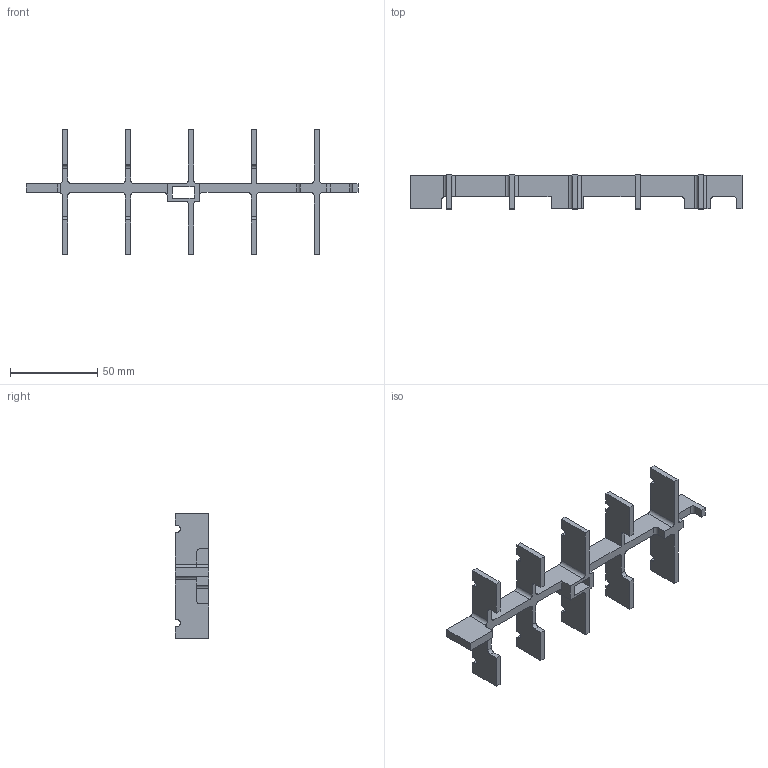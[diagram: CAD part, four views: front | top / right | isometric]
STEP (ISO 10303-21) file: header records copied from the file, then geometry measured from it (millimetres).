
FILE_DESCRIPTION(/* description */ ('Uzupełnij opis PL (Uzupełnij opis EN)'),/* implementation_level */ '2;1');
FILE_NAME(/* name */ 'boneIO-button-distance-relay-32x5A v0.2.stp',/* time_stamp */ '2021-12-03T23:18:57+01:00',/* author */ ('Mariusz_PC'),/* organization */ (''),/* preprocessor_version */ 'ST-DEVELOPER v18.1',/* originating_system */ 'Autodesk Inventor 2022',/* authorisation */ '');
FILE_SCHEMA (('AUTOMOTIVE_DESIGN { 1 0 10303 214 3 1 1 }'));
Length unit declared in the file: millimetre
Products named in the file (1): boneIO-button-distance-relay-32x5A v0.2
Bounding box: 190 x 19.35 x 71.5 mm (x, y, z)
Volume: 31183.8 mm3; surface area: 22170.7 mm2
Topology: 1 solids, 1 shells, 146 faces, 432 edges, 288 vertices
Faces by surface type: plane 106, cylinder 40
Entity records: 4917 total; most frequent: CARTESIAN_POINT 885, ORIENTED_EDGE 864, DIRECTION 804, EDGE_CURVE 432, LINE 350, VECTOR 350, VERTEX_POINT 288, AXIS2_PLACEMENT_3D 227
